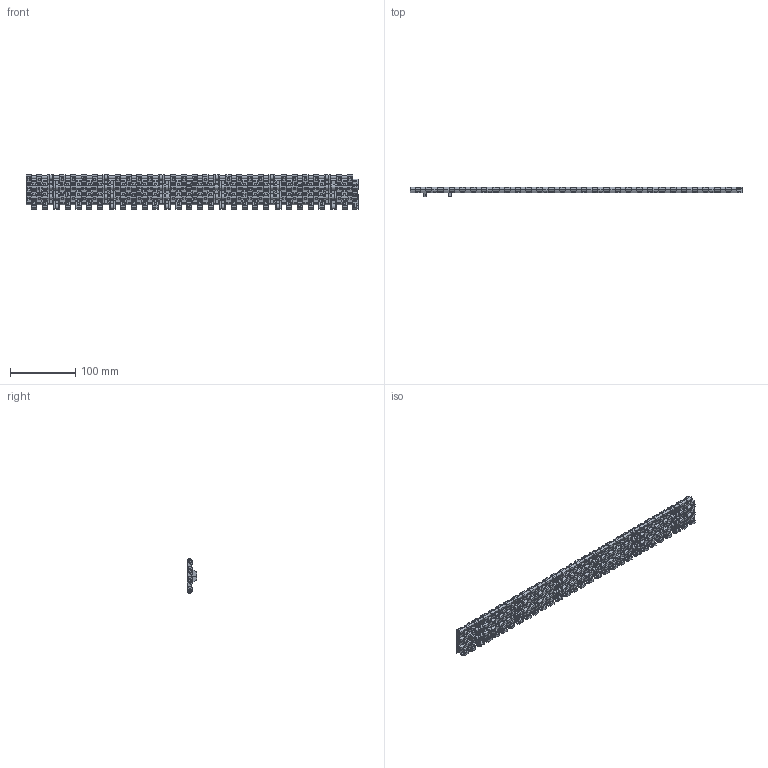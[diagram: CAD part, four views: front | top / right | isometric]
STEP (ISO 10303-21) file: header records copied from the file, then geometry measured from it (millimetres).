
FILE_DESCRIPTION (( 'STEP AP214' ), '1' );
FILE_NAME ('Rexnord-1505 Metric-FTDP 1505 XLG_K510.step', '2019-06-14T07:37:35', ( '' ), ( '' ), 'SwSTEP 2.0', 'SolidWorks 2019', '' );
FILE_SCHEMA (( 'AUTOMOTIVE_DESIGN' ));
Length unit declared in the file: millimetre
Products named in the file (7): FT 1505 Module_R85_XLG; Positrack_XLG; FT 1505 Module_170_XLG; FT 1505 Module_L85_XLG; Pin; Plug_yellow; Rexnord-1505 Metric-FTDP 1505 XLG_K510
Assembly tree (23 placements, depth 2):
  Rexnord-1505 Metric-FTDP 1505 XLG_K510
    FT 1505 Module_L85_XLG  x2
    FT 1505 Module_170_XLG  x7
    FT 1505 Module_R85_XLG  x2
    Positrack_XLG  x2
    Pin  x3
    Plug_yellow  x7
Bounding box: 510 x 14.81 x 52.91 mm (x, y, z)
Volume: 133841.2 mm3; surface area: 141590.7 mm2
Topology: 23 solids, 23 shells, 4108 faces, 12404 edges, 8204 vertices
Faces by surface type: plane 2587, cylinder 1409, torus 70, sphere 21, cone 14, bspline 7
Entity records: 31323 total; most frequent: CARTESIAN_POINT 5554, ORIENTED_EDGE 5422, DIRECTION 5399, EDGE_CURVE 2711, VECTOR 1829, LINE 1829, VERTEX_POINT 1800, AXIS2_PLACEMENT_3D 1785
